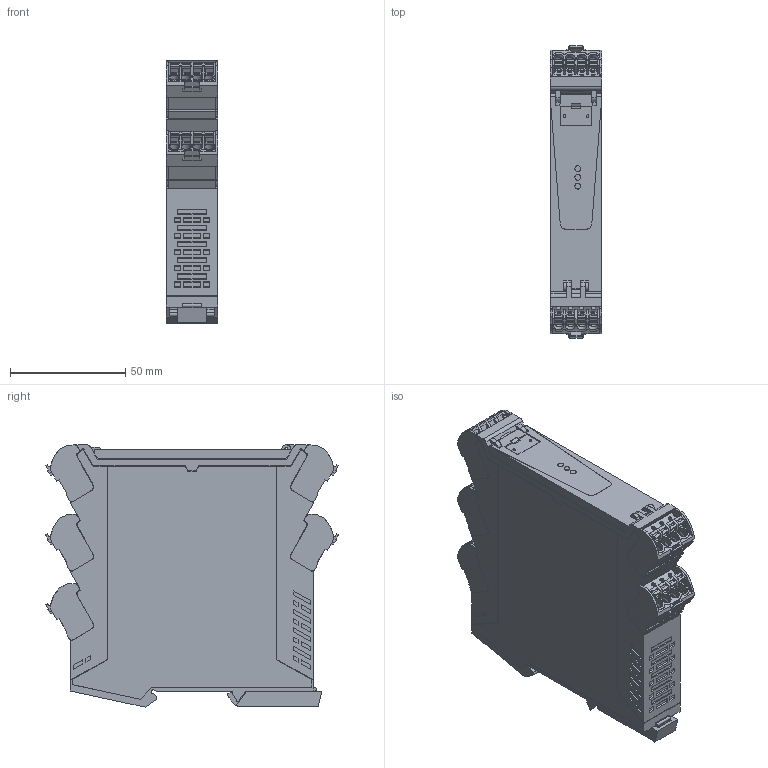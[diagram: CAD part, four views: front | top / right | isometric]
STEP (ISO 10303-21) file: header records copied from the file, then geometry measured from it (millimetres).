
FILE_DESCRIPTION(('CATIA V5 STEP Exchange','CAx-IF Rec.Pracs.--- Model Styling and Organization---1.4--- 2014-01-23'),'2;1');
FILE_NAME ('D1472239_1', '2021-01-29T08:21:44+00:00', ('none'), ('Weidmueller'), 'CATIA Version 5-6 Release 2016 SP3 HF44', 'CATIA V5 STEP AP214', 'none');
FILE_SCHEMA(('AUTOMOTIVE_DESIGN { 1 0 10303 214 1 1 1 1 }'));
Products named in the file (1): S3D_ACT20P_UI_2RCO_XXX_P
Bounding box: 22.5 x 127.12 x 114.02 mm (x, y, z)
Volume: 262585.7 mm3; surface area: 66987.1 mm2
Topology: 41 solids, 41 shells, 2510 faces, 7614 edges, 5271 vertices
Faces by surface type: plane 1827, cylinder 428, cone 120, extrusion 76, torus 40, sphere 19
Entity records: 86400 total; most frequent: CARTESIAN_POINT 20198, ORIENTED_EDGE 15198, DIRECTION 9968, EDGE_CURVE 7599, VECTOR 5698, LINE 5622, VERTEX_POINT 5271, AXIS2_PLACEMENT_3D 2668
